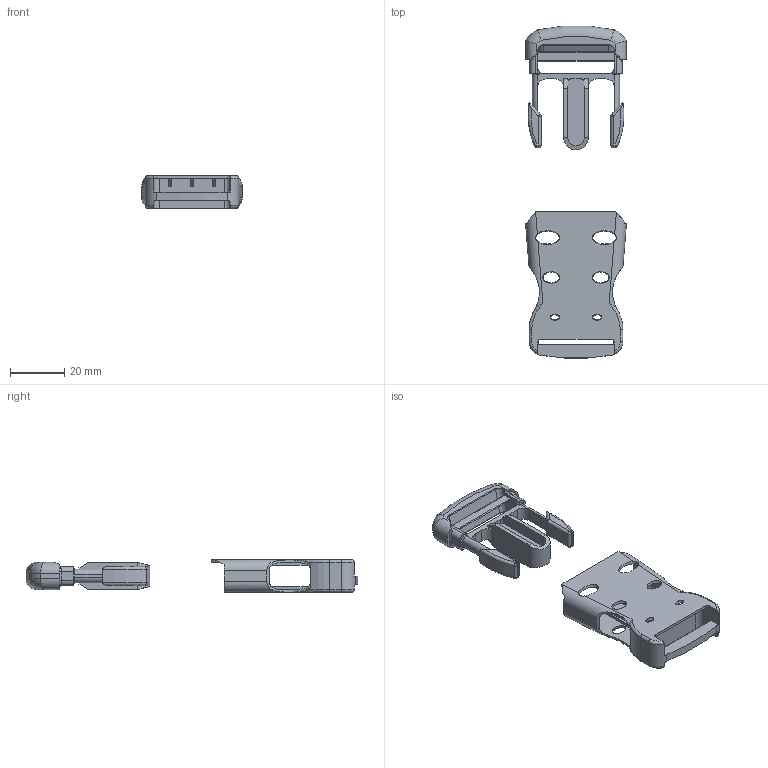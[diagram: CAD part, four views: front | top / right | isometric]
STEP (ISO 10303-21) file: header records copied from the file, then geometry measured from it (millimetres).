
FILE_DESCRIPTION (( 'STEP AP214' ), '1' );
FILE_NAME ('összeáll.STEP', '2012-04-24T19:47:55', ( '' ), ( '' ), 'SwSTEP 2.0', 'SolidWorks 2011', '' );
FILE_SCHEMA (( 'AUTOMOTIVE_DESIGN' ));
Length unit declared in the file: millimetre
Products named in the file (3): csat; h嫙; 飉sze嫮l
Assembly tree (2 placements, depth 2):
  飉sze嫮l
    h嫙
    csat
Bounding box: 37 x 121.87 x 12 mm (x, y, z)
Volume: 9812.8 mm3; surface area: 12889.8 mm2
Topology: 2 solids, 2 shells, 344 faces, 949 edges, 587 vertices
Faces by surface type: plane 144, cylinder 123, bspline 35, torus 30, sphere 12
Entity records: 15553 total; most frequent: CARTESIAN_POINT 7101, ORIENTED_EDGE 1874, DIRECTION 1592, EDGE_CURVE 937, VERTEX_POINT 587, AXIS2_PLACEMENT_3D 544, LINE 504, VECTOR 504
